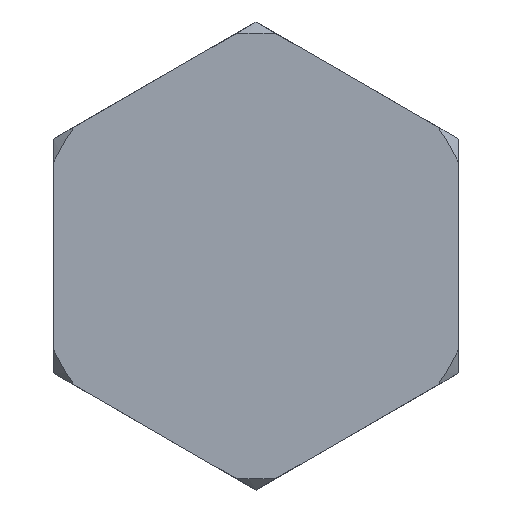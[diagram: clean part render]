
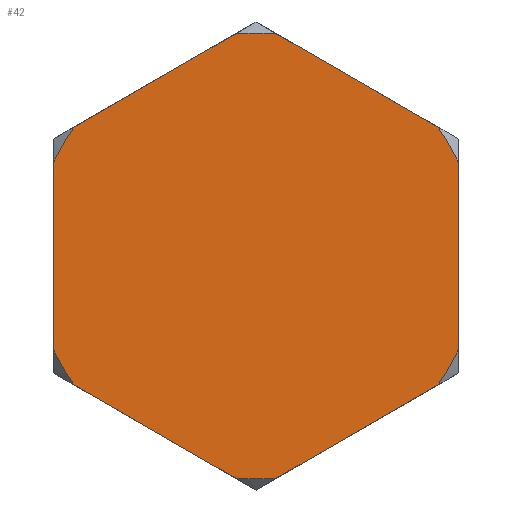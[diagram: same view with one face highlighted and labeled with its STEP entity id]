
A CAD part, front view. The second image highlights one B-rep face of the part: STEP entity #42.
In plain terms, the highlighted planar face has unit normal (0, -1, 0).
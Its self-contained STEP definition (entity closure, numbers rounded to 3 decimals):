
#42 = ADVANCED_FACE( '', ( #89 ), #90, .F. );
#89 = FACE_OUTER_BOUND( '', #139, .T. );
#90 = PLANE( '', #140 );
#139 = EDGE_LOOP( '', ( #231, #232, #233, #234, #235, #236, #237, #238, #239, #240, #241, #242 ) );
#140 = AXIS2_PLACEMENT_3D( '', #243, #244, #245 );
#231 = ORIENTED_EDGE( '', *, *, #351, .T. );
#232 = ORIENTED_EDGE( '', *, *, #340, .T. );
#233 = ORIENTED_EDGE( '', *, *, #352, .T. );
#234 = ORIENTED_EDGE( '', *, *, #353, .T. );
#235 = ORIENTED_EDGE( '', *, *, #354, .T. );
#236 = ORIENTED_EDGE( '', *, *, #355, .T. );
#237 = ORIENTED_EDGE( '', *, *, #356, .T. );
#238 = ORIENTED_EDGE( '', *, *, #357, .T. );
#239 = ORIENTED_EDGE( '', *, *, #358, .T. );
#240 = ORIENTED_EDGE( '', *, *, #347, .T. );
#241 = ORIENTED_EDGE( '', *, *, #359, .T. );
#242 = ORIENTED_EDGE( '', *, *, #360, .T. );
#243 = CARTESIAN_POINT( '', ( 12.1, 0., 0. ) );
#244 = DIRECTION( '', ( 0., 1., 0. ) );
#245 = DIRECTION( '', ( 0., 0., 1. ) );
#340 = EDGE_CURVE( '', #395, #393, #396, .T. );
#347 = EDGE_CURVE( '', #408, #406, #409, .T. );
#351 = EDGE_CURVE( '', #414, #395, #415, .T. );
#352 = EDGE_CURVE( '', #393, #416, #417, .T. );
#353 = EDGE_CURVE( '', #416, #418, #419, .T. );
#354 = EDGE_CURVE( '', #418, #420, #421, .T. );
#355 = EDGE_CURVE( '', #420, #422, #423, .T. );
#356 = EDGE_CURVE( '', #422, #424, #425, .T. );
#357 = EDGE_CURVE( '', #424, #426, #427, .T. );
#358 = EDGE_CURVE( '', #426, #408, #428, .T. );
#359 = EDGE_CURVE( '', #406, #429, #430, .T. );
#360 = EDGE_CURVE( '', #429, #414, #431, .T. );
#393 = VERTEX_POINT( '', #473 );
#395 = VERTEX_POINT( '', #478 );
#396 = LINE( '', #479, #480 );
#406 = VERTEX_POINT( '', #504 );
#408 = VERTEX_POINT( '', #509 );
#409 = LINE( '', #510, #511 );
#414 = VERTEX_POINT( '', #520 );
#415 = CIRCLE( '', #521, 12.1 );
#416 = VERTEX_POINT( '', #522 );
#417 = CIRCLE( '', #523, 12.1 );
#418 = VERTEX_POINT( '', #524 );
#419 = LINE( '', #525, #526 );
#420 = VERTEX_POINT( '', #527 );
#421 = CIRCLE( '', #528, 12.1 );
#422 = VERTEX_POINT( '', #529 );
#423 = LINE( '', #530, #531 );
#424 = VERTEX_POINT( '', #532 );
#425 = CIRCLE( '', #533, 12.1 );
#426 = VERTEX_POINT( '', #534 );
#427 = LINE( '', #535, #536 );
#428 = CIRCLE( '', #537, 12.1 );
#429 = VERTEX_POINT( '', #538 );
#430 = CIRCLE( '', #539, 12.1 );
#431 = LINE( '', #540, #541 );
#473 = CARTESIAN_POINT( '', ( -11., 0., -5.041 ) );
#478 = CARTESIAN_POINT( '', ( -11., 0., 5.041 ) );
#479 = CARTESIAN_POINT( '', ( -11., 0., 0. ) );
#480 = VECTOR( '', #630, 1000. );
#504 = CARTESIAN_POINT( '', ( 1.135, 0., 12.047 ) );
#509 = CARTESIAN_POINT( '', ( 9.865, 0., 7.006 ) );
#510 = CARTESIAN_POINT( '', ( 14.575, 0., 4.287 ) );
#511 = VECTOR( '', #633, 1000. );
#520 = CARTESIAN_POINT( '', ( -9.865, 0., 7.006 ) );
#521 = AXIS2_PLACEMENT_3D( '', #635, #636, #637 );
#522 = CARTESIAN_POINT( '', ( -9.865, 0., -7.006 ) );
#523 = AXIS2_PLACEMENT_3D( '', #638, #639, #640 );
#524 = CARTESIAN_POINT( '', ( -1.135, 0., -12.047 ) );
#525 = CARTESIAN_POINT( '', ( 3.575, 0., -14.766 ) );
#526 = VECTOR( '', #641, 1000. );
#527 = CARTESIAN_POINT( '', ( 1.135, 0., -12.047 ) );
#528 = AXIS2_PLACEMENT_3D( '', #642, #643, #644 );
#529 = CARTESIAN_POINT( '', ( 9.865, 0., -7.006 ) );
#530 = CARTESIAN_POINT( '', ( 14.575, 0., -4.287 ) );
#531 = VECTOR( '', #645, 1000. );
#532 = CARTESIAN_POINT( '', ( 11., 0., -5.041 ) );
#533 = AXIS2_PLACEMENT_3D( '', #646, #647, #648 );
#534 = CARTESIAN_POINT( '', ( 11., 0., 5.041 ) );
#535 = CARTESIAN_POINT( '', ( 11., 0., 0. ) );
#536 = VECTOR( '', #649, 1000. );
#537 = AXIS2_PLACEMENT_3D( '', #650, #651, #652 );
#538 = CARTESIAN_POINT( '', ( -1.135, 0., 12.047 ) );
#539 = AXIS2_PLACEMENT_3D( '', #653, #654, #655 );
#540 = CARTESIAN_POINT( '', ( 3.575, 0., 14.766 ) );
#541 = VECTOR( '', #656, 1000. );
#630 = DIRECTION( '', ( 0., 0., -1. ) );
#633 = DIRECTION( '', ( -0.866, 0., 0.5 ) );
#635 = CARTESIAN_POINT( '', ( 0., 0., 0. ) );
#636 = DIRECTION( '', ( 0., -1., 0. ) );
#637 = DIRECTION( '', ( 0., 0., -1. ) );
#638 = CARTESIAN_POINT( '', ( 0., 0., 0. ) );
#639 = DIRECTION( '', ( 0., -1., 0. ) );
#640 = DIRECTION( '', ( 0., 0., -1. ) );
#641 = DIRECTION( '', ( 0.866, 0., -0.5 ) );
#642 = CARTESIAN_POINT( '', ( 0., 0., 0. ) );
#643 = DIRECTION( '', ( 0., -1., 0. ) );
#644 = DIRECTION( '', ( 0., 0., -1. ) );
#645 = DIRECTION( '', ( 0.866, 0., 0.5 ) );
#646 = CARTESIAN_POINT( '', ( 0., 0., 0. ) );
#647 = DIRECTION( '', ( 0., -1., 0. ) );
#648 = DIRECTION( '', ( 0., 0., -1. ) );
#649 = DIRECTION( '', ( 0., 0., 1. ) );
#650 = CARTESIAN_POINT( '', ( 0., 0., 0. ) );
#651 = DIRECTION( '', ( 0., -1., 0. ) );
#652 = DIRECTION( '', ( 0., 0., -1. ) );
#653 = CARTESIAN_POINT( '', ( 0., 0., 0. ) );
#654 = DIRECTION( '', ( 0., -1., 0. ) );
#655 = DIRECTION( '', ( 0., 0., -1. ) );
#656 = DIRECTION( '', ( -0.866, 0., -0.5 ) );
